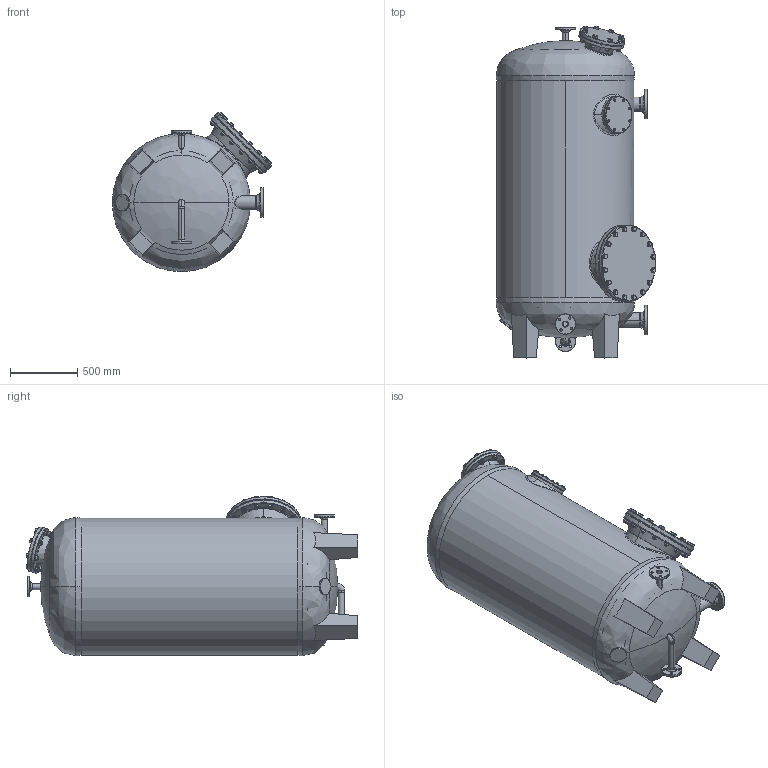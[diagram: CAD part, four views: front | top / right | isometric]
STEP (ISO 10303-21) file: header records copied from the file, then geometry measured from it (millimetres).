
FILE_DESCRIPTION (( 'STEP AP214' ), '1' );
FILE_NAME ('Atlantic 100C.STEP', '2020-11-02T13:46:38', ( '' ), ( '' ), 'SwSTEP 2.0', 'SolidWorks 2019', '' );
FILE_SCHEMA (( 'AUTOMOTIVE_DESIGN' ));
Length unit declared in the file: millimetre
Products named in the file (26): washer_fi20; hex_screw_m20_100; vessel_100c; gasket_dn200; cover_dn400; hex_nut_m20; air_flange_dn40; sight_glass_3col; gasket_dn400; inlet_flange_dn100; glass_cover_dn200; drain_flange_dn40; hex_screw_m20_70; gasket_sight_glass; vent_flange_dn40; Atlantic 100C; cover_dn200; washer_fi8; outlet_flange_dn100; elbow_dn40; hex_screw_m8_40; gasket_flange_dn200
Assembly tree (116 placements, depth 3):
  Atlantic 100C
    vessel_100c
    inlet_flange_dn100
    outlet_flange_dn100
    air_flange_dn40
    sight_glass_3col
      sight_glass_3col
      gasket_sight_glass
    elbow_dn40
    drain_flange_dn40
    vent_flange_dn40
    cover_dn200
      cover_dn200
      hex_screw_m20_70  x8
      washer_fi20  x8
      gasket_flange_dn200
    hex_nut_m20  x24
    washer_fi20  x9
    glass_cover_dn200
      glass_cover_dn200
      gasket_dn200
      hex_screw_m8_40  x8
      washer_fi8  x8
    cover_dn400
      cover_dn400
      gasket_dn400
      hex_screw_m20_100  x16
      washer_fi20  x16
Bounding box: 1180.69 x 2458.66 x 1180.69 mm (x, y, z)
Volume: 108096798.5 mm3; surface area: 18565836.1 mm2
Topology: 112 solids, 112 shells, 2117 faces, 4955 edges, 3082 vertices
Faces by surface type: cone 775, plane 639, cylinder 562, bspline 141
Entity records: 55785 total; most frequent: CARTESIAN_POINT 32523, ORIENTED_EDGE 3730, DIRECTION 3349, EDGE_CURVE 1865, AXIS2_PLACEMENT_3D 1444, VERTEX_POINT 1263, EDGE_LOOP 886, CIRCLE 803
